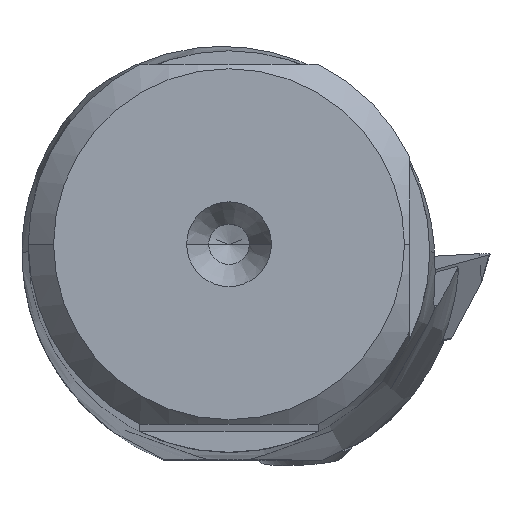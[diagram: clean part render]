
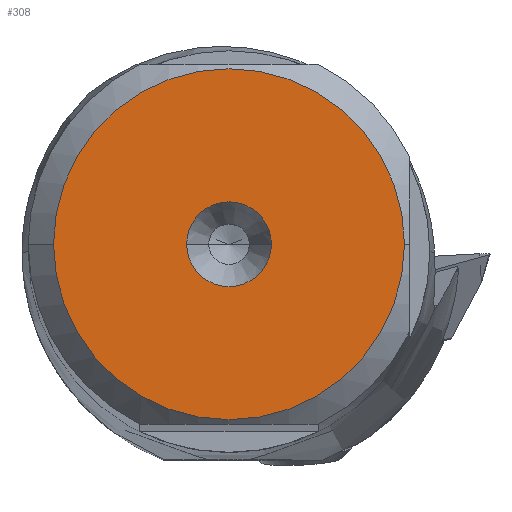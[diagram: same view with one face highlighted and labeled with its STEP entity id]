
A CAD part, top view. The second image highlights one B-rep face of the part: STEP entity #308.
In plain terms, the highlighted planar face has unit normal (0, 0, 1).
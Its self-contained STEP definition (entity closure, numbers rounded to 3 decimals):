
#308=ADVANCED_FACE('',(#396,#397),#373,.T.);
#373=PLANE('',#1957);
#396=FACE_BOUND('',#447,.T.);
#397=FACE_BOUND('',#448,.T.);
#447=EDGE_LOOP('',(#756,#757,#758,#759));
#448=EDGE_LOOP('',(#760,#761));
#756=ORIENTED_EDGE('',*,*,#1335,.F.);
#757=ORIENTED_EDGE('',*,*,#1334,.F.);
#758=ORIENTED_EDGE('',*,*,#1326,.F.);
#759=ORIENTED_EDGE('',*,*,#1325,.F.);
#760=ORIENTED_EDGE('',*,*,#1336,.F.);
#761=ORIENTED_EDGE('',*,*,#1337,.F.);
#1115=VERTEX_POINT('',#3053);
#1116=VERTEX_POINT('',#3055);
#1117=VERTEX_POINT('',#3057);
#1120=VERTEX_POINT('',#3088);
#1121=VERTEX_POINT('',#3092);
#1122=VERTEX_POINT('',#3093);
#1325=EDGE_CURVE('',#1115,#1116,#1492,.T.);
#1326=EDGE_CURVE('',#1116,#1117,#1493,.T.);
#1334=EDGE_CURVE('',#1117,#1120,#1494,.T.);
#1335=EDGE_CURVE('',#1120,#1115,#1495,.T.);
#1336=EDGE_CURVE('',#1121,#1122,#1496,.T.);
#1337=EDGE_CURVE('',#1122,#1121,#1497,.T.);
#1492=CIRCLE('',#1948,6.938);
#1493=CIRCLE('',#1949,6.938);
#1494=CIRCLE('',#1952,6.938);
#1495=CIRCLE('',#1953,6.938);
#1496=CIRCLE('',#1955,1.675);
#1497=CIRCLE('',#1956,1.675);
#1948=AXIS2_PLACEMENT_3D('',#3054,#2327,#2328);
#1949=AXIS2_PLACEMENT_3D('',#3056,#2329,#2330);
#1952=AXIS2_PLACEMENT_3D('',#3087,#2336,#2337);
#1953=AXIS2_PLACEMENT_3D('',#3089,#2338,#2339);
#1955=AXIS2_PLACEMENT_3D('',#3091,#2342,#2343);
#1956=AXIS2_PLACEMENT_3D('',#3094,#2344,#2345);
#1957=AXIS2_PLACEMENT_3D('',#3095,#2346,#2347);
#2327=DIRECTION('',(0.,0.,-1.));
#2328=DIRECTION('',(1.,0.,0.));
#2329=DIRECTION('',(0.,0.,-1.));
#2330=DIRECTION('',(0.,-1.,0.));
#2336=DIRECTION('',(0.,0.,-1.));
#2337=DIRECTION('',(-1.,0.,0.));
#2338=DIRECTION('',(0.,0.,-1.));
#2339=DIRECTION('',(0.,1.,0.));
#2342=DIRECTION('',(0.,0.,1.));
#2343=DIRECTION('',(-1.,0.,0.));
#2344=DIRECTION('',(0.,0.,1.));
#2345=DIRECTION('',(1.,0.,0.));
#2346=DIRECTION('',(0.,0.,1.));
#2347=DIRECTION('',(1.,0.,0.));
#3053=CARTESIAN_POINT('',(6.938,0.,0.));
#3054=CARTESIAN_POINT('',(0.,0.,0.));
#3055=CARTESIAN_POINT('',(0.,-6.938,0.));
#3056=CARTESIAN_POINT('',(0.,0.,0.));
#3057=CARTESIAN_POINT('',(-6.938,0.,0.));
#3087=CARTESIAN_POINT('',(0.,0.,0.));
#3088=CARTESIAN_POINT('',(0.,6.938,0.));
#3089=CARTESIAN_POINT('',(0.,0.,0.));
#3091=CARTESIAN_POINT('',(0.,0.,0.));
#3092=CARTESIAN_POINT('',(-1.675,0.,0.));
#3093=CARTESIAN_POINT('',(1.675,0.,0.));
#3094=CARTESIAN_POINT('',(0.,0.,0.));
#3095=CARTESIAN_POINT('',(0.,0.,0.));
